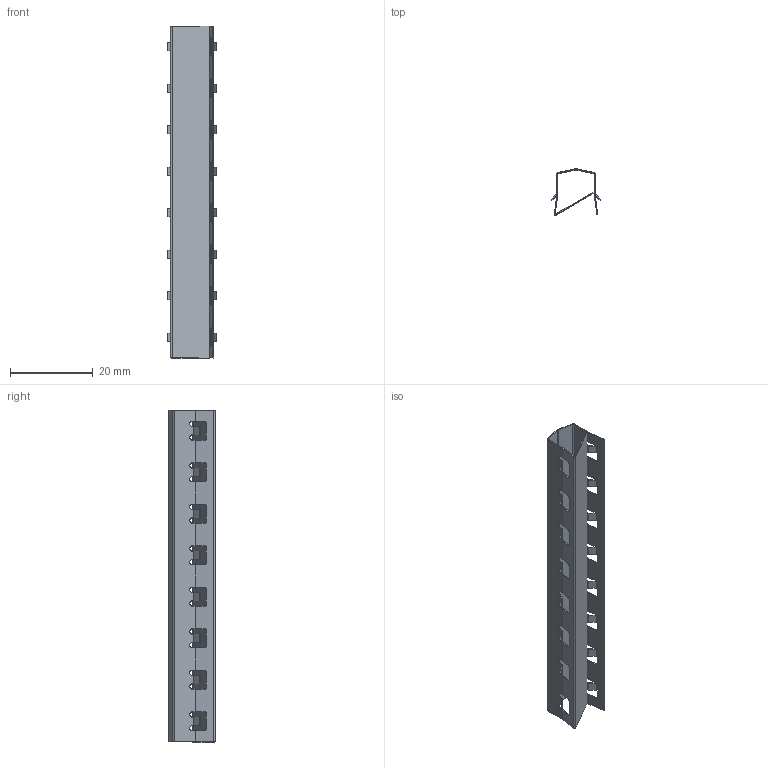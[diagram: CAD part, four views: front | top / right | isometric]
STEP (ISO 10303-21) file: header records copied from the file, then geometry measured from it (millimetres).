
FILE_DESCRIPTION (( 'STEP AP203' ), '1' );
FILE_NAME ('285615100_c_1.STEP', '2022-12-17T05:08:02', ( '' ), ( '' ), 'SwSTEP 2.0', 'SolidWorks 2014', '' );
FILE_SCHEMA (( 'CONFIG_CONTROL_DESIGN' ));
Length unit declared in the file: millimetre
Products named in the file (1): 285615100_c_1
Bounding box: 12 x 11.11 x 80 mm (x, y, z)
Volume: 593.5 mm3; surface area: 6052.6 mm2
Topology: 1 solids, 1 shells, 298 faces, 984 edges, 656 vertices
Faces by surface type: cylinder 152, plane 146
Entity records: 10909 total; most frequent: CARTESIAN_POINT 2131, ORIENTED_EDGE 1968, DIRECTION 1758, EDGE_CURVE 984, VECTOR 680, LINE 680, VERTEX_POINT 656, AXIS2_PLACEMENT_3D 539
